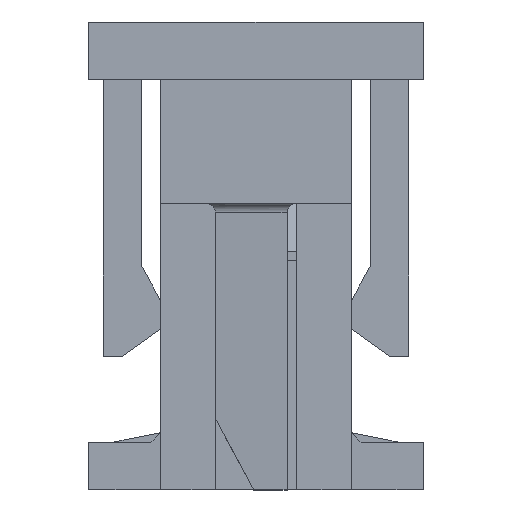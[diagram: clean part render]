
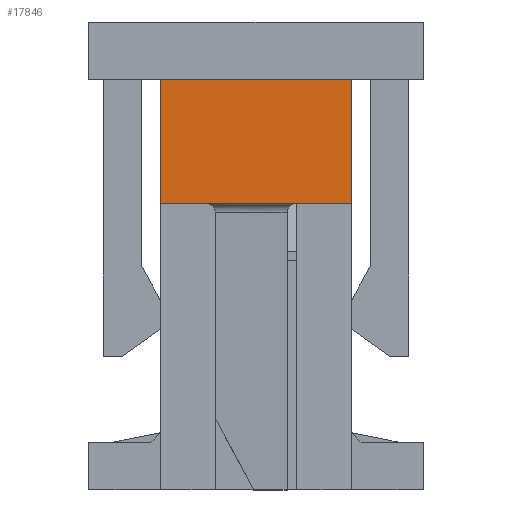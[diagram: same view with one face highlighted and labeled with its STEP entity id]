
A CAD part, left-side view. The second image highlights one B-rep face of the part: STEP entity #17846.
In plain terms, the highlighted planar face has unit normal (-1, 0, 0).
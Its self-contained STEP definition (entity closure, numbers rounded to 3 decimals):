
#5250=ORIENTED_EDGE('',*,*,#7947,.F.);
#5251=ORIENTED_EDGE('',*,*,#7942,.F.);
#5252=ORIENTED_EDGE('',*,*,#7949,.T.);
#5253=ORIENTED_EDGE('',*,*,#7950,.T.);
#7942=EDGE_CURVE('',#9618,#9619,#12116,.T.);
#7947=EDGE_CURVE('',#9619,#9623,#12121,.T.);
#7949=EDGE_CURVE('',#9618,#9624,#12123,.T.);
#7950=EDGE_CURVE('',#9624,#9623,#12124,.T.);
#9618=VERTEX_POINT('',#28025);
#9619=VERTEX_POINT('',#28027);
#9623=VERTEX_POINT('',#28037);
#9624=VERTEX_POINT('',#28041);
#12116=LINE('',#28026,#14634);
#12121=LINE('',#28036,#14639);
#12123=LINE('',#28040,#14641);
#12124=LINE('',#28042,#14642);
#14634=VECTOR('',#22924,1000.);
#14639=VECTOR('',#22931,1000.);
#14641=VECTOR('',#22935,1000.);
#14642=VECTOR('',#22936,1000.);
#15468=EDGE_LOOP('',(#5250,#5251,#5252,#5253));
#16274=FACE_BOUND('',#15468,.T.);
#17057=PLANE('',#18767);
#17846=ADVANCED_FACE('',(#16274),#17057,.T.);
#18767=AXIS2_PLACEMENT_3D('',#28039,#22933,#22934);
#22924=DIRECTION('',(0.,1.,0.));
#22931=DIRECTION('',(0.,0.,1.));
#22933=DIRECTION('',(-1.,0.,0.));
#22934=DIRECTION('',(0.,0.,1.));
#22935=DIRECTION('',(0.,0.,1.));
#22936=DIRECTION('',(0.,1.,0.));
#28025=CARTESIAN_POINT('',(-13.2,-1.,-0.65));
#28026=CARTESIAN_POINT('',(-13.2,-1.,-0.65));
#28027=CARTESIAN_POINT('',(-13.2,1.,-0.65));
#28036=CARTESIAN_POINT('',(-13.2,1.,-0.65));
#28037=CARTESIAN_POINT('',(-13.2,1.,0.65));
#28039=CARTESIAN_POINT('',(-13.2,-1.,-0.65));
#28040=CARTESIAN_POINT('',(-13.2,-1.,-0.65));
#28041=CARTESIAN_POINT('',(-13.2,-1.,0.65));
#28042=CARTESIAN_POINT('',(-13.2,-1.,0.65));
